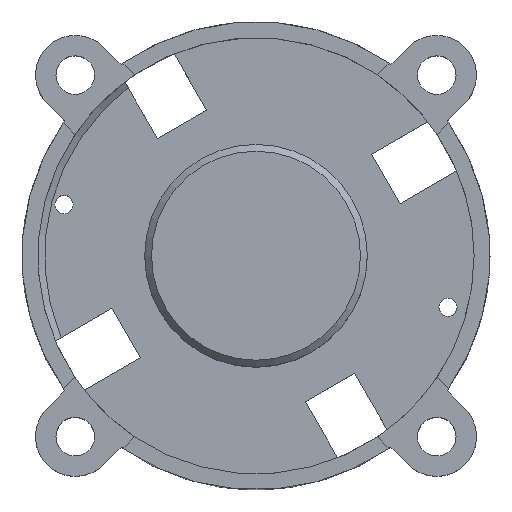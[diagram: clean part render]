
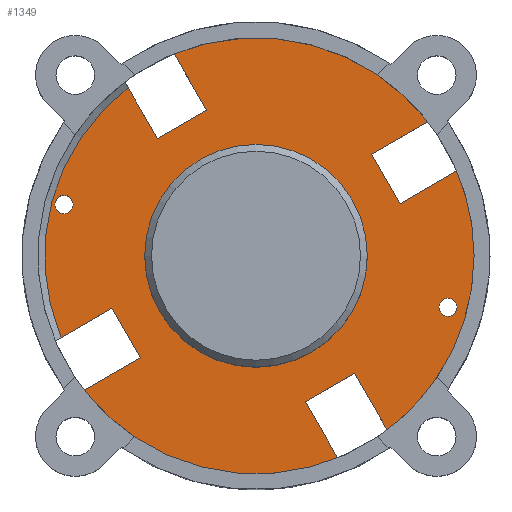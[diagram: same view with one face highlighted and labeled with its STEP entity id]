
A CAD part, top view. The second image highlights one B-rep face of the part: STEP entity #1349.
In plain terms, the highlighted planar face has unit normal (0, 0, 1).
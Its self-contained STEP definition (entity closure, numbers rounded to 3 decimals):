
#39=FACE_BOUND('',#436,.T.);
#40=FACE_BOUND('',#437,.T.);
#41=FACE_BOUND('',#438,.T.);
#56=LINE('',#1999,#185);
#57=LINE('',#2001,#186);
#58=LINE('',#2003,#187);
#59=LINE('',#2007,#188);
#60=LINE('',#2009,#189);
#61=LINE('',#2011,#190);
#62=LINE('',#2017,#191);
#63=LINE('',#2019,#192);
#64=LINE('',#2021,#193);
#65=LINE('',#2025,#194);
#66=LINE('',#2027,#195);
#67=LINE('',#2028,#196);
#185=VECTOR('',#1584,10.);
#186=VECTOR('',#1585,10.);
#187=VECTOR('',#1586,10.);
#188=VECTOR('',#1589,10.);
#189=VECTOR('',#1590,10.);
#190=VECTOR('',#1591,10.);
#191=VECTOR('',#1596,10.);
#192=VECTOR('',#1597,10.);
#193=VECTOR('',#1598,10.);
#194=VECTOR('',#1601,10.);
#195=VECTOR('',#1602,10.);
#196=VECTOR('',#1603,10.);
#314=PLANE('',#1438);
#362=FACE_OUTER_BOUND('',#435,.T.);
#435=EDGE_LOOP('',(#932,#933,#934,#935,#936,#937,#938,#939,#940,#941,#942,
#943,#944,#945,#946,#947,#948));
#436=EDGE_LOOP('',(#949));
#437=EDGE_LOOP('',(#950));
#438=EDGE_LOOP('',(#951));
#524=CIRCLE('',#1436,18.6);
#526=CIRCLE('',#1439,19.2);
#527=CIRCLE('',#1440,19.2);
#528=CIRCLE('',#1441,19.2);
#529=CIRCLE('',#1442,19.2);
#530=CIRCLE('',#1443,0.8);
#531=CIRCLE('',#1444,0.8);
#532=CIRCLE('',#1445,9.8);
#593=VERTEX_POINT('',#1986);
#594=VERTEX_POINT('',#1990);
#596=VERTEX_POINT('',#1998);
#597=VERTEX_POINT('',#2000);
#598=VERTEX_POINT('',#2002);
#599=VERTEX_POINT('',#2004);
#600=VERTEX_POINT('',#2006);
#601=VERTEX_POINT('',#2008);
#602=VERTEX_POINT('',#2010);
#603=VERTEX_POINT('',#2012);
#604=VERTEX_POINT('',#2014);
#605=VERTEX_POINT('',#2016);
#606=VERTEX_POINT('',#2018);
#607=VERTEX_POINT('',#2020);
#608=VERTEX_POINT('',#2022);
#609=VERTEX_POINT('',#2024);
#610=VERTEX_POINT('',#2026);
#611=VERTEX_POINT('',#2029);
#612=VERTEX_POINT('',#2031);
#613=VERTEX_POINT('',#2033);
#724=EDGE_CURVE('',#593,#594,#524,.T.);
#727=EDGE_CURVE('',#596,#593,#56,.T.);
#728=EDGE_CURVE('',#597,#596,#57,.T.);
#729=EDGE_CURVE('',#597,#598,#58,.T.);
#730=EDGE_CURVE('',#599,#598,#526,.T.);
#731=EDGE_CURVE('',#599,#600,#59,.T.);
#732=EDGE_CURVE('',#600,#601,#60,.T.);
#733=EDGE_CURVE('',#602,#601,#61,.T.);
#734=EDGE_CURVE('',#603,#602,#527,.T.);
#735=EDGE_CURVE('',#604,#603,#528,.T.);
#736=EDGE_CURVE('',#605,#604,#62,.T.);
#737=EDGE_CURVE('',#606,#605,#63,.T.);
#738=EDGE_CURVE('',#606,#607,#64,.T.);
#739=EDGE_CURVE('',#608,#607,#529,.T.);
#740=EDGE_CURVE('',#608,#609,#65,.T.);
#741=EDGE_CURVE('',#609,#610,#66,.T.);
#742=EDGE_CURVE('',#594,#610,#67,.T.);
#743=EDGE_CURVE('',#611,#611,#530,.T.);
#744=EDGE_CURVE('',#612,#612,#531,.T.);
#745=EDGE_CURVE('',#613,#613,#532,.T.);
#932=ORIENTED_EDGE('',*,*,#724,.F.);
#933=ORIENTED_EDGE('',*,*,#727,.F.);
#934=ORIENTED_EDGE('',*,*,#728,.F.);
#935=ORIENTED_EDGE('',*,*,#729,.T.);
#936=ORIENTED_EDGE('',*,*,#730,.F.);
#937=ORIENTED_EDGE('',*,*,#731,.T.);
#938=ORIENTED_EDGE('',*,*,#732,.T.);
#939=ORIENTED_EDGE('',*,*,#733,.F.);
#940=ORIENTED_EDGE('',*,*,#734,.F.);
#941=ORIENTED_EDGE('',*,*,#735,.F.);
#942=ORIENTED_EDGE('',*,*,#736,.F.);
#943=ORIENTED_EDGE('',*,*,#737,.F.);
#944=ORIENTED_EDGE('',*,*,#738,.T.);
#945=ORIENTED_EDGE('',*,*,#739,.F.);
#946=ORIENTED_EDGE('',*,*,#740,.T.);
#947=ORIENTED_EDGE('',*,*,#741,.T.);
#948=ORIENTED_EDGE('',*,*,#742,.F.);
#949=ORIENTED_EDGE('',*,*,#743,.F.);
#950=ORIENTED_EDGE('',*,*,#744,.F.);
#951=ORIENTED_EDGE('',*,*,#745,.T.);
#1349=ADVANCED_FACE('',(#362,#39,#40,#41),#314,.F.);
#1436=AXIS2_PLACEMENT_3D('',#1991,#1578,#1579);
#1438=AXIS2_PLACEMENT_3D('',#1997,#1582,#1583);
#1439=AXIS2_PLACEMENT_3D('',#2005,#1587,#1588);
#1440=AXIS2_PLACEMENT_3D('',#2013,#1592,#1593);
#1441=AXIS2_PLACEMENT_3D('',#2015,#1594,#1595);
#1442=AXIS2_PLACEMENT_3D('',#2023,#1599,#1600);
#1443=AXIS2_PLACEMENT_3D('',#2030,#1604,#1605);
#1444=AXIS2_PLACEMENT_3D('',#2032,#1606,#1607);
#1445=AXIS2_PLACEMENT_3D('',#2034,#1608,#1609);
#1578=DIRECTION('center_axis',(0.,0.,-1.));
#1579=DIRECTION('ref_axis',(-1.,0.,0.));
#1582=DIRECTION('center_axis',(0.,0.,-1.));
#1583=DIRECTION('ref_axis',(-1.,0.,0.));
#1584=DIRECTION('',(-0.866,-0.5,0.));
#1585=DIRECTION('',(-0.5,0.866,0.));
#1586=DIRECTION('',(-0.866,-0.5,0.));
#1587=DIRECTION('center_axis',(0.,0.,-1.));
#1588=DIRECTION('ref_axis',(-1.,0.,0.));
#1589=DIRECTION('',(-0.5,0.866,0.));
#1590=DIRECTION('',(0.866,0.5,0.));
#1591=DIRECTION('',(-0.5,0.866,0.));
#1592=DIRECTION('center_axis',(0.,0.,-1.));
#1593=DIRECTION('ref_axis',(-1.,0.,0.));
#1594=DIRECTION('center_axis',(0.,0.,-1.));
#1595=DIRECTION('ref_axis',(-1.,0.,0.));
#1596=DIRECTION('',(0.866,0.5,0.));
#1597=DIRECTION('',(0.5,-0.866,0.));
#1598=DIRECTION('',(0.866,0.5,0.));
#1599=DIRECTION('center_axis',(0.,0.,-1.));
#1600=DIRECTION('ref_axis',(-1.,0.,0.));
#1601=DIRECTION('',(0.5,-0.866,0.));
#1602=DIRECTION('',(-0.866,-0.5,0.));
#1603=DIRECTION('',(0.5,-0.866,0.));
#1604=DIRECTION('center_axis',(0.,0.,1.));
#1605=DIRECTION('ref_axis',(-1.,0.,0.));
#1606=DIRECTION('center_axis',(0.,0.,1.));
#1607=DIRECTION('ref_axis',(-1.,0.,0.));
#1608=DIRECTION('center_axis',(0.,0.,-1.));
#1609=DIRECTION('ref_axis',(-1.,0.,0.));
#1986=CARTESIAN_POINT('',(57.848,-7.194,-12.6));
#1990=CARTESIAN_POINT('',(63.743,14.806,-12.6));
#1991=CARTESIAN_POINT('Origin',(75.,0.,-12.6));
#1997=CARTESIAN_POINT('Origin',(75.,0.,-12.6));
#1998=CARTESIAN_POINT('',(62.321,-4.612,-12.6));
#1999=CARTESIAN_POINT('',(62.321,-4.612,-12.6));
#2000=CARTESIAN_POINT('',(64.821,-8.942,-12.6));
#2001=CARTESIAN_POINT('',(64.821,-8.942,-12.6));
#2002=CARTESIAN_POINT('',(59.859,-11.806,-12.6));
#2003=CARTESIAN_POINT('',(60.491,-11.442,-12.6));
#2004=CARTESIAN_POINT('',(82.209,-17.795,-12.6));
#2005=CARTESIAN_POINT('Origin',(75.,0.,-12.6));
#2006=CARTESIAN_POINT('',(79.345,-12.833,-12.6));
#2007=CARTESIAN_POINT('',(81.845,-17.163,-12.6));
#2008=CARTESIAN_POINT('',(83.675,-10.333,-12.6));
#2009=CARTESIAN_POINT('',(79.345,-12.833,-12.6));
#2010=CARTESIAN_POINT('',(86.56,-15.33,-12.6));
#2011=CARTESIAN_POINT('',(86.56,-15.33,-12.6));
#2012=CARTESIAN_POINT('',(94.2,0.,-12.6));
#2013=CARTESIAN_POINT('Origin',(75.,0.,-12.6));
#2014=CARTESIAN_POINT('',(92.676,7.496,-12.6));
#2015=CARTESIAN_POINT('Origin',(75.,0.,-12.6));
#2016=CARTESIAN_POINT('',(87.679,4.612,-12.6));
#2017=CARTESIAN_POINT('',(87.679,4.612,-12.6));
#2018=CARTESIAN_POINT('',(85.179,8.942,-12.6));
#2019=CARTESIAN_POINT('',(85.179,8.942,-12.6));
#2020=CARTESIAN_POINT('',(90.141,11.806,-12.6));
#2021=CARTESIAN_POINT('',(89.509,11.442,-12.6));
#2022=CARTESIAN_POINT('',(67.791,17.795,-12.6));
#2023=CARTESIAN_POINT('Origin',(75.,0.,-12.6));
#2024=CARTESIAN_POINT('',(70.655,12.833,-12.6));
#2025=CARTESIAN_POINT('',(68.155,17.163,-12.6));
#2026=CARTESIAN_POINT('',(66.325,10.333,-12.6));
#2027=CARTESIAN_POINT('',(70.655,12.833,-12.6));
#2028=CARTESIAN_POINT('',(63.44,15.33,-12.6));
#2029=CARTESIAN_POINT('',(58.896,4.529,-12.6));
#2030=CARTESIAN_POINT('Origin',(58.096,4.529,-12.6));
#2031=CARTESIAN_POINT('',(92.704,-4.529,-12.6));
#2032=CARTESIAN_POINT('Origin',(91.904,-4.529,-12.6));
#2033=CARTESIAN_POINT('',(84.8,0.,-12.6));
#2034=CARTESIAN_POINT('Origin',(75.,0.,-12.6));
